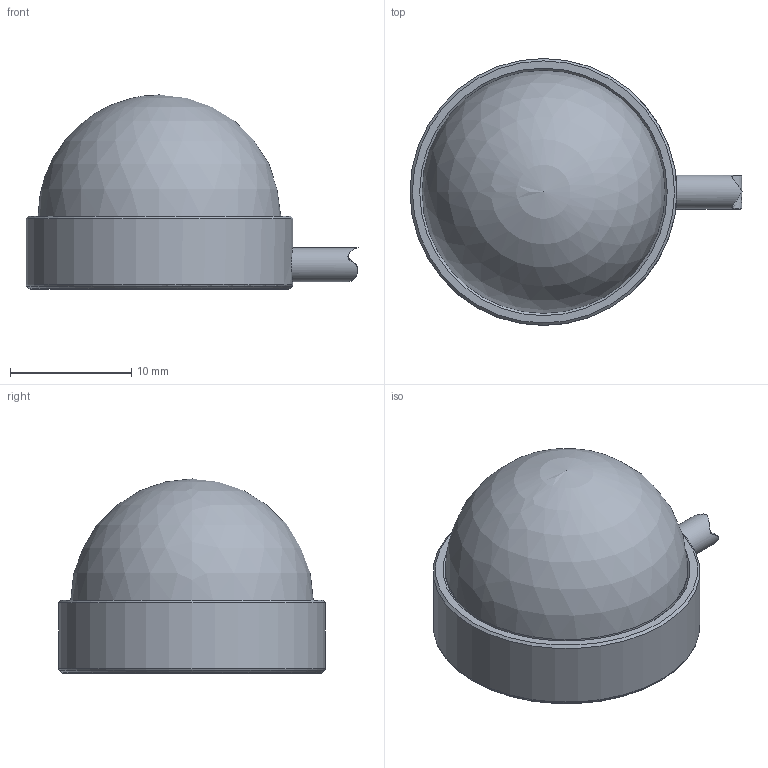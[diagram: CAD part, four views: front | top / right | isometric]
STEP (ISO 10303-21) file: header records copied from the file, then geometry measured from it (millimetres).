
FILE_DESCRIPTION(/* description */ (''),/* implementation_level */ '2;1');
FILE_NAME(/* name */ '6e86ca57-59a6-413c-bd2d-56140893504e.stp',/* time_stamp */ '2017-09-04T07:56:42+00:00',/* author */ (''),/* organization */ (''),/* preprocessor_version */ 'ST-DEVELOPER v16.13',/* originating_system */ 'Autodesk Translation Framework v6.1.1.50',/* authorisation */ '');
FILE_SCHEMA (('AUTOMOTIVE_DESIGN { 1 0 10303 214 3 1 1 }'));
Length unit declared in the file: millimetre
Products named in the file (7): OMD-20-Sx-CAD v5; STV1; Component4; StraightCable; Component5; D20_dome_black; Component6
Assembly tree (6 placements, depth 3):
  OMD-20-Sx-CAD v5
    STV1
      Component4
    StraightCable
      Component5
    D20_dome_black
      Component6
Bounding box: 27.36 x 22 x 16 mm (x, y, z)
Volume: 3716.2 mm3; surface area: 2358.2 mm2
Topology: 1 solids, 2 shells, 132 faces, 329 edges, 201 vertices
Faces by surface type: cone 51, cylinder 42, plane 25, bspline 11, torus 2, sphere 1
Full cylindrical faces by diameter (mm): 1.5 x4, 1.567 x5, 2.8 x2, 20 x1, 22 x1
Entity records: 4241 total; most frequent: CARTESIAN_POINT 1178, DIRECTION 656, ORIENTED_EDGE 570, EDGE_CURVE 285, AXIS2_PLACEMENT_3D 270, VERTEX_POINT 185, EDGE_LOOP 160, CIRCLE 134
